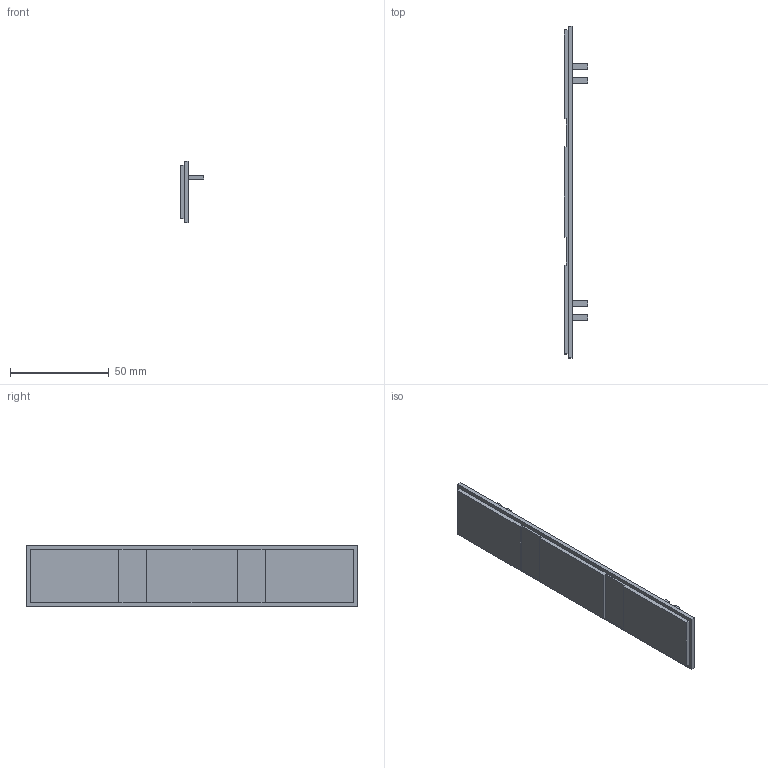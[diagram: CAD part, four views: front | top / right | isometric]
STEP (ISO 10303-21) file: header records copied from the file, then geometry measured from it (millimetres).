
FILE_DESCRIPTION (( 'STEP AP214' ), '1' );
FILE_NAME ('T-612-W.STEP', '2017-05-16T18:36:56', ( '' ), ( '' ), 'SwSTEP 2.0', 'SolidWorks 2017', '' );
FILE_SCHEMA (( 'AUTOMOTIVE_DESIGN' ));
Length unit declared in the file: millimetre
Products named in the file (2): T-612-W_0-1; T-612-W
Assembly tree (1 placements, depth 2):
  T-612-W
    T-612-W_0-1
Bounding box: 12 x 168 x 31 mm (x, y, z)
Surface area: 13592 mm2 (no closed solid volume)
Topology: 0 solids, 1 shells, 64 faces, 196 edges, 128 vertices
Faces by surface type: plane 64
Entity records: 2055 total; most frequent: CARTESIAN_POINT 512, ORIENTED_EDGE 344, DIRECTION 212, EDGE_CURVE 196, VERTEX_POINT 128, B_SPLINE_CURVE_WITH_KNOTS 120, VECTOR 76, LINE 76
